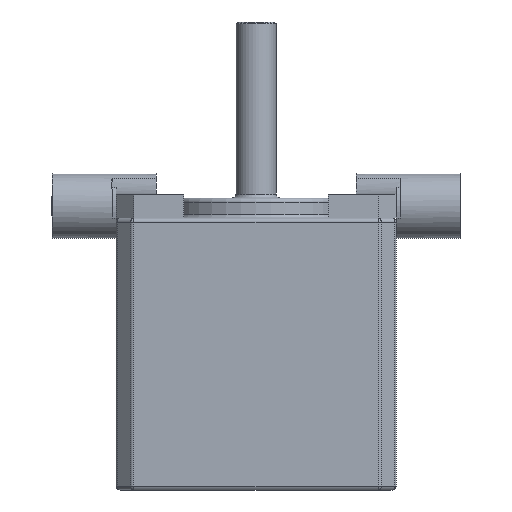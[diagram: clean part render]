
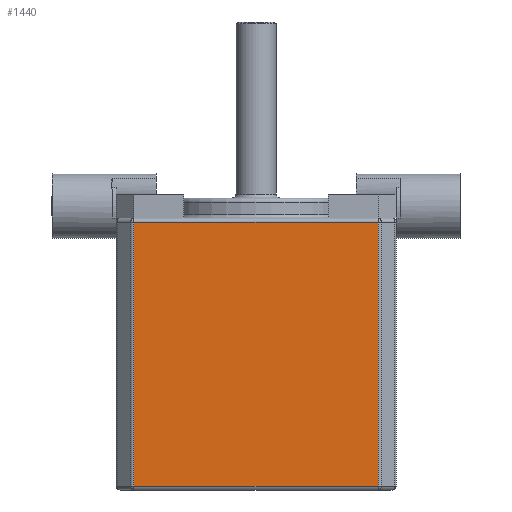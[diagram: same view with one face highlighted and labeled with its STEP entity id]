
A CAD part, front view. The second image highlights one B-rep face of the part: STEP entity #1440.
In plain terms, the highlighted planar face has unit normal (0, -1, 0).
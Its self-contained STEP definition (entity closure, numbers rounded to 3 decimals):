
#67=PLANE('',#1648);
#110=LINE('',#2396,#207);
#115=LINE('',#2416,#212);
#134=LINE('',#2486,#231);
#139=LINE('',#2494,#236);
#207=VECTOR('',#1920,10.);
#212=VECTOR('',#1947,10.);
#231=VECTOR('',#2038,10.);
#236=VECTOR('',#2049,10.);
#388=FACE_OUTER_BOUND('',#492,.T.);
#492=EDGE_LOOP('',(#1204,#1205,#1206,#1207));
#676=VERTEX_POINT('',#2358);
#680=VERTEX_POINT('',#2375);
#685=VERTEX_POINT('',#2388);
#690=VERTEX_POINT('',#2409);
#830=EDGE_CURVE('',#685,#676,#110,.T.);
#841=EDGE_CURVE('',#690,#685,#115,.T.);
#878=EDGE_CURVE('',#680,#690,#134,.T.);
#883=EDGE_CURVE('',#676,#680,#139,.T.);
#1204=ORIENTED_EDGE('',*,*,#830,.F.);
#1205=ORIENTED_EDGE('',*,*,#841,.F.);
#1206=ORIENTED_EDGE('',*,*,#878,.F.);
#1207=ORIENTED_EDGE('',*,*,#883,.F.);
#1440=ADVANCED_FACE('',(#388),#67,.T.);
#1648=AXIS2_PLACEMENT_3D('',#2504,#2064,#2065);
#1920=DIRECTION('',(-1.,0.,0.));
#1947=DIRECTION('',(0.,0.,-1.));
#2038=DIRECTION('',(1.,0.,0.));
#2049=DIRECTION('',(0.,0.,1.));
#2064=DIRECTION('center_axis',(0.,-1.,0.));
#2065=DIRECTION('ref_axis',(1.,0.,0.));
#2358=CARTESIAN_POINT('',(-15.293,-17.5,0.5));
#2375=CARTESIAN_POINT('',(-15.293,-17.5,33.5));
#2388=CARTESIAN_POINT('',(15.293,-17.5,0.5));
#2396=CARTESIAN_POINT('',(-8.75,-17.5,0.5));
#2409=CARTESIAN_POINT('',(15.293,-17.5,33.5));
#2416=CARTESIAN_POINT('',(15.293,-17.5,0.));
#2486=CARTESIAN_POINT('',(-8.75,-17.5,33.5));
#2494=CARTESIAN_POINT('',(-15.293,-17.5,0.));
#2504=CARTESIAN_POINT('Origin',(-17.5,-17.5,0.));
